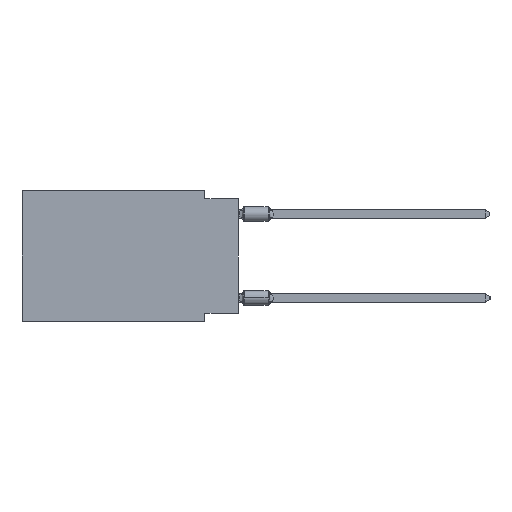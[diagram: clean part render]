
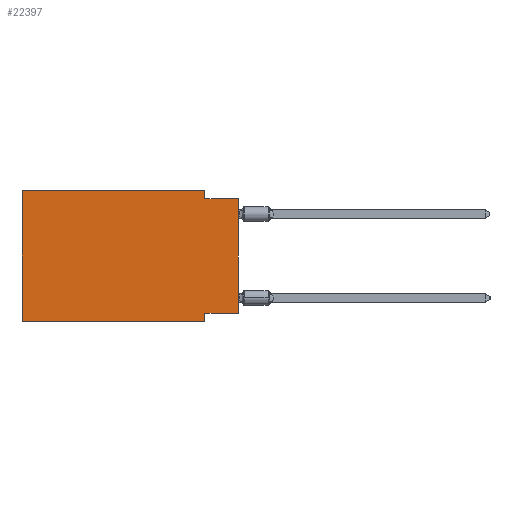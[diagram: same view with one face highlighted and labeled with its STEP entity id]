
A CAD part, left-side view. The second image highlights one B-rep face of the part: STEP entity #22397.
In plain terms, the highlighted planar face has unit normal (-1, 0, 0).
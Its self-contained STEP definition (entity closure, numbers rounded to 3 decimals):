
#237 = ORIENTED_EDGE ( 'NONE', *, *, #35461, .F. ) ;
#1283 = CARTESIAN_POINT ( 'NONE',  ( 0., 0., -9.271 ) ) ;
#1438 = CARTESIAN_POINT ( 'NONE',  ( 0., 0., -9.271 ) ) ;
#1462 = DIRECTION ( 'NONE',  ( 0., 0., 1. ) ) ;
#2183 = CARTESIAN_POINT ( 'NONE',  ( 0., 0., 0. ) ) ;
#3323 = CARTESIAN_POINT ( 'NONE',  ( 0., 2.54, -9.271 ) ) ;
#3485 = CARTESIAN_POINT ( 'NONE',  ( 0., 2.54, -9.906 ) ) ;
#3562 = LINE ( 'NONE', #26731, #29916 ) ;
#3864 = VECTOR ( 'NONE', #30829, 1000. ) ;
#4232 = CARTESIAN_POINT ( 'NONE',  ( 0., 0., -0.635 ) ) ;
#4583 = CARTESIAN_POINT ( 'NONE',  ( 0., 16.383, -9.906 ) ) ;
#5000 = EDGE_CURVE ( 'NONE', #13670, #16067, #19536, .T. ) ;
#5075 = DIRECTION ( 'NONE',  ( 0., 0., 1. ) ) ;
#5169 = FACE_OUTER_BOUND ( 'NONE', #37107, .T. ) ;
#5315 = VECTOR ( 'NONE', #15937, 1000. ) ;
#6067 = DIRECTION ( 'NONE',  ( 0., -1., 0. ) ) ;
#6526 = EDGE_CURVE ( 'NONE', #23461, #9682, #3562, .T. ) ;
#6915 = LINE ( 'NONE', #4232, #14459 ) ;
#7430 = LINE ( 'NONE', #19574, #37334 ) ;
#8478 = CARTESIAN_POINT ( 'NONE',  ( 0., 2.54, -9.906 ) ) ;
#8772 = EDGE_CURVE ( 'NONE', #23478, #29586, #19656, .T. ) ;
#9255 = VERTEX_POINT ( 'NONE', #26767 ) ;
#9682 = VERTEX_POINT ( 'NONE', #32322 ) ;
#10083 = CARTESIAN_POINT ( 'NONE',  ( 0., 0., -0.635 ) ) ;
#10392 = DIRECTION ( 'NONE',  ( 0., -1., 0. ) ) ;
#12046 = CARTESIAN_POINT ( 'NONE',  ( 0., 16.383, -9.906 ) ) ;
#13432 = LINE ( 'NONE', #4583, #5315 ) ;
#13670 = VERTEX_POINT ( 'NONE', #1438 ) ;
#14459 = VECTOR ( 'NONE', #10392, 1000. ) ;
#15336 = EDGE_CURVE ( 'NONE', #24887, #29586, #13432, .T. ) ;
#15937 = DIRECTION ( 'NONE',  ( 0., -1., 0. ) ) ;
#16067 = VERTEX_POINT ( 'NONE', #10083 ) ;
#16326 = ORIENTED_EDGE ( 'NONE', *, *, #5000, .T. ) ;
#16886 = LINE ( 'NONE', #22312, #33965 ) ;
#16921 = CARTESIAN_POINT ( 'NONE',  ( 0., 16.383, 0. ) ) ;
#17151 = DIRECTION ( 'NONE',  ( 0., 0., -1. ) ) ;
#18456 = ORIENTED_EDGE ( 'NONE', *, *, #37593, .F. ) ;
#19536 = LINE ( 'NONE', #2183, #32273 ) ;
#19574 = CARTESIAN_POINT ( 'NONE',  ( 0., 16.383, 0. ) ) ;
#19656 = LINE ( 'NONE', #8478, #37131 ) ;
#21634 = CARTESIAN_POINT ( 'NONE',  ( 0., 16.383, 0. ) ) ;
#22312 = CARTESIAN_POINT ( 'NONE',  ( 0., 2.54, 0. ) ) ;
#22347 = DIRECTION ( 'NONE',  ( 0., 0., -1. ) ) ;
#22397 = ADVANCED_FACE ( 'NONE', ( #5169 ), #28339, .F. ) ;
#23461 = VERTEX_POINT ( 'NONE', #21634 ) ;
#23478 = VERTEX_POINT ( 'NONE', #3323 ) ;
#24887 = VERTEX_POINT ( 'NONE', #12046 ) ;
#25540 = ORIENTED_EDGE ( 'NONE', *, *, #8772, .F. ) ;
#26224 = EDGE_CURVE ( 'NONE', #13670, #23478, #36834, .T. ) ;
#26296 = AXIS2_PLACEMENT_3D ( 'NONE', #16921, #31620, #22347 ) ;
#26731 = CARTESIAN_POINT ( 'NONE',  ( 0., 16.383, 0. ) ) ;
#26767 = CARTESIAN_POINT ( 'NONE',  ( 0., 2.54, -0.635 ) ) ;
#28339 = PLANE ( 'NONE',  #26296 ) ;
#28599 = EDGE_CURVE ( 'NONE', #9255, #16067, #6915, .T. ) ;
#28709 = ORIENTED_EDGE ( 'NONE', *, *, #26224, .F. ) ;
#29586 = VERTEX_POINT ( 'NONE', #3485 ) ;
#29916 = VECTOR ( 'NONE', #6067, 1000. ) ;
#30000 = ORIENTED_EDGE ( 'NONE', *, *, #28599, .F. ) ;
#30829 = DIRECTION ( 'NONE',  ( 0., 1., 0. ) ) ;
#31588 = DIRECTION ( 'NONE',  ( 0., 0., -1. ) ) ;
#31620 = DIRECTION ( 'NONE',  ( 1., 0., 0. ) ) ;
#31936 = ORIENTED_EDGE ( 'NONE', *, *, #6526, .F. ) ;
#32273 = VECTOR ( 'NONE', #5075, 1000. ) ;
#32322 = CARTESIAN_POINT ( 'NONE',  ( 0., 2.54, 0. ) ) ;
#32508 = ORIENTED_EDGE ( 'NONE', *, *, #15336, .T. ) ;
#33965 = VECTOR ( 'NONE', #31588, 1000. ) ;
#35461 = EDGE_CURVE ( 'NONE', #9682, #9255, #16886, .T. ) ;
#36834 = LINE ( 'NONE', #1283, #3864 ) ;
#37107 = EDGE_LOOP ( 'NONE', ( #16326, #30000, #237, #31936, #18456, #32508, #25540, #28709 ) ) ;
#37131 = VECTOR ( 'NONE', #17151, 1000. ) ;
#37334 = VECTOR ( 'NONE', #1462, 1000. ) ;
#37593 = EDGE_CURVE ( 'NONE', #24887, #23461, #7430, .T. ) ;
